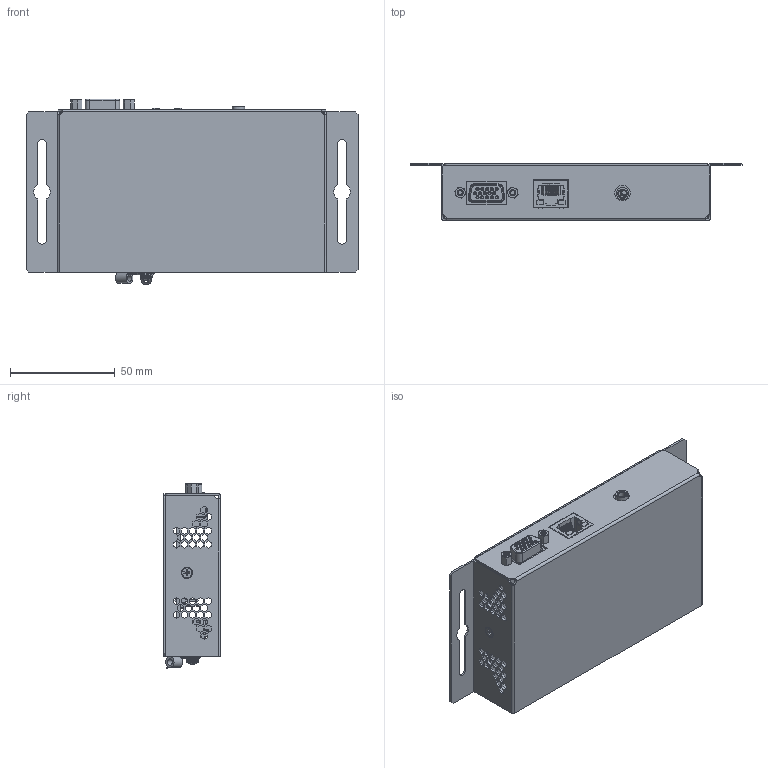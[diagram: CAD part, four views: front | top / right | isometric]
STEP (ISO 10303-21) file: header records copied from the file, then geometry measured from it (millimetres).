
FILE_DESCRIPTION (( 'STEP AP203' ), '1' );
FILE_NAME ('ST-C5USBVUA-R-1000S.STEP', '2022-06-10T12:59:51', ( '' ), ( '' ), 'SwSTEP 2.0', 'SolidWorks 2011', '' );
FILE_SCHEMA (( 'CONFIG_CONTROL_DESIGN' ));
Products named in the file (20): CN6383_STACKED OPTO JACK; CN5098X6; CN6398; CN5300_USB103-Pa08NGft-S; ST-C5USBVUA-R-1000S-PCB; CN5252 - USB A RECEPTACLE; SM4032; HW7221; ST-C5USBVUA-R-1000S; HW5127 CR-FHMS 0.112-40x0.188x0.188_CR-FHMS 0.112-40x0.188x0.188-C; CN5360 - TERMINAL; HW7218_90402A106; TL6383_PEM SO-440-8 ZI--C; HW4003-STANDOFF-MF-#4-40X.1875 ZN_92700A488; CN5369 - 15 PIN FEMALE RIGHT ANGLE; MP4091; CN5098X2; CN5333 - RJ45 LED; ST-C5USBVA-R-1000S-REVA; MP4090
Assembly tree (23 placements, depth 3):
  ST-C5USBVUA-R-1000S
    MP4091
    TL6383_PEM SO-440-8 ZI--C  x3
    MP4090
    HW5127 CR-FHMS 0.112-40x0.188x0.188_CR-FHMS 0.112-40x0.188x0.188-C  x2
    HW4003-STANDOFF-MF-#4-40X.1875 ZN_92700A488  x2
    HW7221
    HW7218_90402A106
    CN5360 - TERMINAL
    ST-C5USBVUA-R-1000S-PCB
      CN6398
      SM4032
      CN5369 - 15 PIN FEMALE RIGHT ANGLE
      CN5252 - USB A RECEPTACLE
      CN5098X6
      CN5300_USB103-Pa08NGft-S
      CN5333 - RJ45 LED
      CN6383_STACKED OPTO JACK
      CN5098X2
      ST-C5USBVA-R-1000S-REVA
Bounding box: 158.55 x 27.43 x 88.52 mm (x, y, z)
Volume: 50578.7 mm3; surface area: 99366 mm2
Topology: 39 solids, 41 shells, 4629 faces, 12211 edges, 7665 vertices
Faces by surface type: plane 2954, cylinder 1254, bspline 273, cone 136, torus 8, sphere 4
Entity records: 149099 total; most frequent: CARTESIAN_POINT 36196, ORIENTED_EDGE 23619, DIRECTION 21675, EDGE_CURVE 11851, LINE 8879, VECTOR 8879, VERTEX_POINT 7452, AXIS2_PLACEMENT_3D 6398
